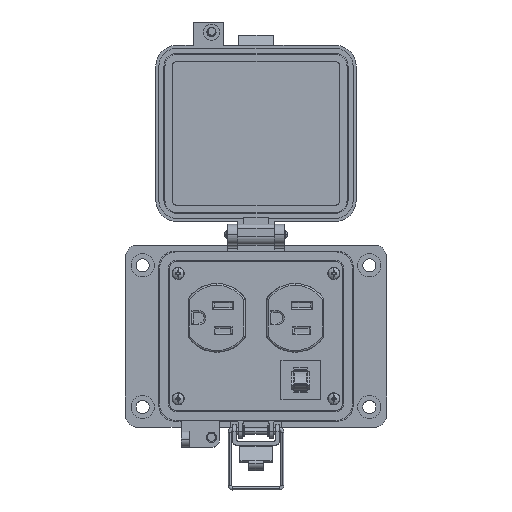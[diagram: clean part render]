
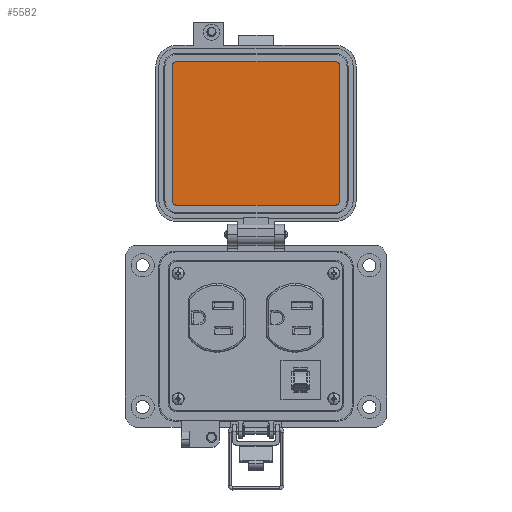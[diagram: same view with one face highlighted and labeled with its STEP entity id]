
A CAD part, top view. The second image highlights one B-rep face of the part: STEP entity #5582.
In plain terms, the highlighted planar face has unit normal (0, 0, 1).
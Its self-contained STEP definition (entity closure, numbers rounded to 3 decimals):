
#347 = CARTESIAN_POINT ( 'NONE',  ( -42.469, 57.705, 19.202 ) ) ;
#443 = DIRECTION ( 'NONE',  ( 1., 0., 0. ) ) ;
#1620 = AXIS2_PLACEMENT_3D ( 'NONE', #27029, #2583, #13222 ) ;
#2583 = DIRECTION ( 'NONE',  ( 0., 0., -1. ) ) ;
#4252 = VERTEX_POINT ( 'NONE', #58144 ) ;
#4510 = CARTESIAN_POINT ( 'NONE',  ( 35.912, 57.705, 19.202 ) ) ;
#4799 = AXIS2_PLACEMENT_3D ( 'NONE', #22441, #51207, #60623 ) ;
#5582 = ADVANCED_FACE ( 'NONE', ( #9250 ), #27125, .T. ) ;
#7767 = LINE ( 'NONE', #26906, #57312 ) ;
#7881 = EDGE_CURVE ( 'NONE', #45014, #37552, #39913, .T. ) ;
#8358 = CARTESIAN_POINT ( 'NONE',  ( 38.212, 93.196, 19.202 ) ) ;
#8973 = ORIENTED_EDGE ( 'NONE', *, *, #59668, .F. ) ;
#9250 = FACE_OUTER_BOUND ( 'NONE', #60874, .T. ) ;
#9609 = LINE ( 'NONE', #8358, #27221 ) ;
#11649 = CIRCLE ( 'NONE', #55637, 2.299 ) ;
#12313 = ORIENTED_EDGE ( 'NONE', *, *, #26513, .F. ) ;
#12348 = EDGE_CURVE ( 'NONE', #53347, #44994, #21493, .T. ) ;
#13222 = DIRECTION ( 'NONE',  ( 0., -1., 0. ) ) ;
#13322 = DIRECTION ( 'NONE',  ( 0., 0., -1. ) ) ;
#13376 = CARTESIAN_POINT ( 'NONE',  ( -42.469, 126.389, 19.202 ) ) ;
#13692 = DIRECTION ( 'NONE',  ( 0., 0., -1. ) ) ;
#13734 = DIRECTION ( 'NONE',  ( 1., 0., 0. ) ) ;
#20057 = EDGE_CURVE ( 'NONE', #4252, #45014, #51808, .T. ) ;
#21051 = VECTOR ( 'NONE', #44641, 1000. ) ;
#21493 = LINE ( 'NONE', #44963, #21051 ) ;
#21689 = VECTOR ( 'NONE', #443, 1000. ) ;
#22441 = CARTESIAN_POINT ( 'NONE',  ( 39.871, 130.108, 19.202 ) ) ;
#24022 = ORIENTED_EDGE ( 'NONE', *, *, #7881, .F. ) ;
#24740 = EDGE_CURVE ( 'NONE', #56390, #4252, #11649, .T. ) ;
#26513 = EDGE_CURVE ( 'NONE', #31868, #53347, #34628, .T. ) ;
#26906 = CARTESIAN_POINT ( 'NONE',  ( -44.769, 93.196, 19.202 ) ) ;
#27029 = CARTESIAN_POINT ( 'NONE',  ( 35.912, 60.004, 19.202 ) ) ;
#27125 = PLANE ( 'NONE',  #4799 ) ;
#27221 = VECTOR ( 'NONE', #37489, 1000. ) ;
#27800 = DIRECTION ( 'NONE',  ( 0., -1., 0. ) ) ;
#30948 = AXIS2_PLACEMENT_3D ( 'NONE', #55705, #31900, #13734 ) ;
#31868 = VERTEX_POINT ( 'NONE', #53815 ) ;
#31900 = DIRECTION ( 'NONE',  ( 0., 0., -1. ) ) ;
#33562 = CARTESIAN_POINT ( 'NONE',  ( -44.769, 126.389, 19.202 ) ) ;
#34628 = CIRCLE ( 'NONE', #1620, 2.299 ) ;
#35362 = ORIENTED_EDGE ( 'NONE', *, *, #42148, .F. ) ;
#36586 = DIRECTION ( 'NONE',  ( 0., 1., 0. ) ) ;
#37489 = DIRECTION ( 'NONE',  ( 0., -1., 0. ) ) ;
#37552 = VERTEX_POINT ( 'NONE', #42668 ) ;
#39913 = CIRCLE ( 'NONE', #30948, 2.299 ) ;
#42148 = EDGE_CURVE ( 'NONE', #44994, #59408, #60224, .T. ) ;
#42428 = CARTESIAN_POINT ( 'NONE',  ( -3.279, 128.688, 19.202 ) ) ;
#42668 = CARTESIAN_POINT ( 'NONE',  ( 38.212, 126.389, 19.202 ) ) ;
#42901 = CARTESIAN_POINT ( 'NONE',  ( -44.769, 60.004, 19.202 ) ) ;
#44641 = DIRECTION ( 'NONE',  ( -1., 0., 0. ) ) ;
#44963 = CARTESIAN_POINT ( 'NONE',  ( -3.279, 57.705, 19.202 ) ) ;
#44994 = VERTEX_POINT ( 'NONE', #347 ) ;
#45014 = VERTEX_POINT ( 'NONE', #52628 ) ;
#46962 = EDGE_CURVE ( 'NONE', #37552, #31868, #9609, .T. ) ;
#51207 = DIRECTION ( 'NONE',  ( 0., 0., 1. ) ) ;
#51503 = DIRECTION ( 'NONE',  ( 1., 0., 0. ) ) ;
#51808 = LINE ( 'NONE', #42428, #21689 ) ;
#52628 = CARTESIAN_POINT ( 'NONE',  ( 35.912, 128.688, 19.202 ) ) ;
#53347 = VERTEX_POINT ( 'NONE', #4510 ) ;
#53815 = CARTESIAN_POINT ( 'NONE',  ( 38.212, 60.004, 19.202 ) ) ;
#55637 = AXIS2_PLACEMENT_3D ( 'NONE', #13376, #13692, #27800 ) ;
#55705 = CARTESIAN_POINT ( 'NONE',  ( 35.912, 126.389, 19.202 ) ) ;
#56390 = VERTEX_POINT ( 'NONE', #33562 ) ;
#56854 = CARTESIAN_POINT ( 'NONE',  ( -42.469, 60.004, 19.202 ) ) ;
#57312 = VECTOR ( 'NONE', #36586, 1000. ) ;
#58144 = CARTESIAN_POINT ( 'NONE',  ( -42.469, 128.688, 19.202 ) ) ;
#58666 = ORIENTED_EDGE ( 'NONE', *, *, #46962, .F. ) ;
#59108 = ORIENTED_EDGE ( 'NONE', *, *, #12348, .F. ) ;
#59408 = VERTEX_POINT ( 'NONE', #42901 ) ;
#59668 = EDGE_CURVE ( 'NONE', #59408, #56390, #7767, .T. ) ;
#60224 = CIRCLE ( 'NONE', #61259, 2.299 ) ;
#60623 = DIRECTION ( 'NONE',  ( -1., 0., 0. ) ) ;
#60874 = EDGE_LOOP ( 'NONE', ( #12313, #58666, #24022, #61013, #61849, #8973, #35362, #59108 ) ) ;
#61013 = ORIENTED_EDGE ( 'NONE', *, *, #20057, .F. ) ;
#61259 = AXIS2_PLACEMENT_3D ( 'NONE', #56854, #13322, #51503 ) ;
#61849 = ORIENTED_EDGE ( 'NONE', *, *, #24740, .F. ) ;
